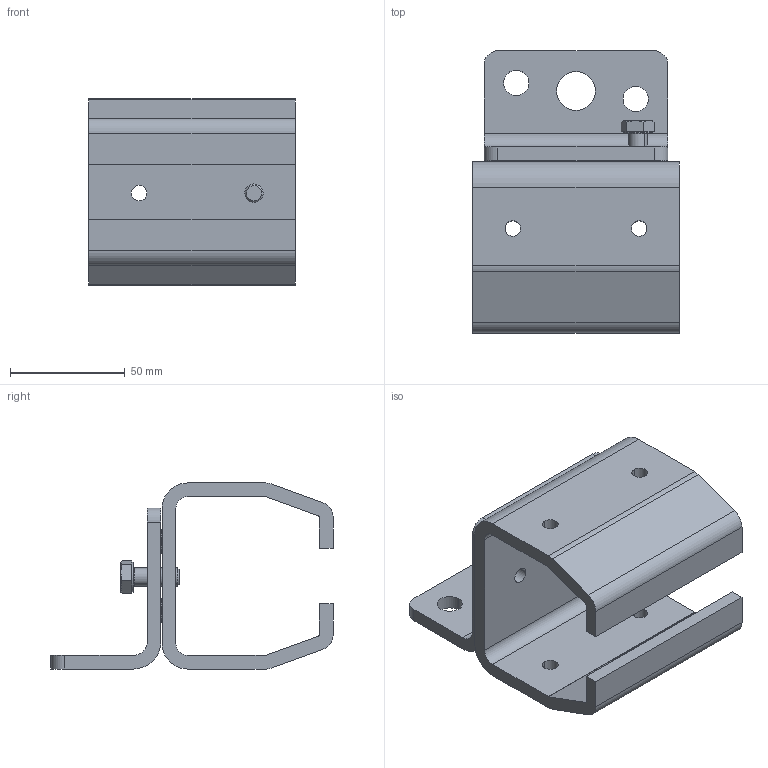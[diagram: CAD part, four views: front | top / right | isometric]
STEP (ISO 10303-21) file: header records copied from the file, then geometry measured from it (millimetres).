
FILE_DESCRIPTION (( 'STEP AP203' ), '1' );
FILE_NAME ('1.25.B01.STEP', '2019-05-27T12:24:59', ( '' ), ( '' ), 'SwSTEP 2.0', 'SolidWorks 2018', '' );
FILE_SCHEMA (( 'CONFIG_CONTROL_DESIGN' ));
Length unit declared in the file: millimetre
Products named in the file (1): 1.25.B01
Bounding box: 90 x 123 x 81 mm (x, y, z)
Volume: 177627.8 mm3; surface area: 67802.2 mm2
Topology: 3 solids, 3 shells, 116 faces, 294 edges, 191 vertices
Faces by surface type: cylinder 50, plane 44, cone 14, sphere 6, torus 2
Entity records: 3699 total; most frequent: CARTESIAN_POINT 670, DIRECTION 656, ORIENTED_EDGE 588, EDGE_CURVE 294, AXIS2_PLACEMENT_3D 257, VERTEX_POINT 191, EDGE_LOOP 145, LINE 142
